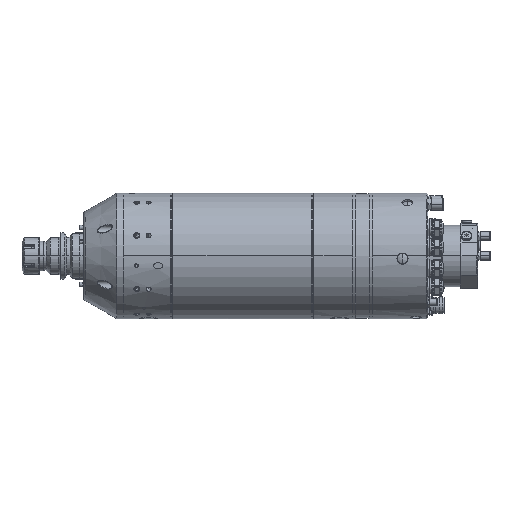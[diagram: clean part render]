
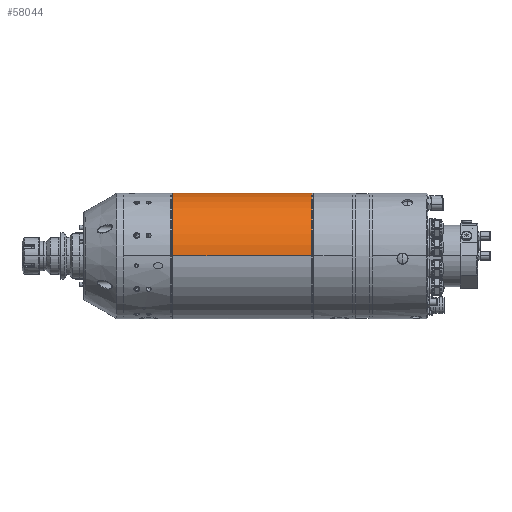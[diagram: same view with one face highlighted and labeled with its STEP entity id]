
A CAD part, top view. The second image highlights one B-rep face of the part: STEP entity #58044.
In plain terms, the highlighted cylindrical face has radius 85 mm (diameter 170 mm), a partial arc.
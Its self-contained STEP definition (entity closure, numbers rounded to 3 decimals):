
#5102 = CARTESIAN_POINT ( 'NONE',  ( 369., 0., 0. ) ) ;
#5103 = DIRECTION ( 'NONE',  ( 1., 0., 0. ) ) ;
#5111 = DIRECTION ( 'NONE',  ( 0., 0., -1. ) ) ;
#12842 = EDGE_CURVE ( 'NONE', #51141, #51142, #39142, .T. ) ;
#13146 = EDGE_CURVE ( 'NONE', #51141, #51145, #39594, .T. ) ;
#13195 = EDGE_CURVE ( 'NONE', #51145, #51340, #39672, .T. ) ;
#13308 = EDGE_CURVE ( 'NONE', #51142, #51340, #39829, .T. ) ;
#14746 = EDGE_LOOP ( 'NONE', ( #15422, #16181, #15424, #16183 ) ) ;
#15422 = ORIENTED_EDGE ( 'NONE', *, *, #12842, .F. ) ;
#15424 = ORIENTED_EDGE ( 'NONE', *, *, #13195, .T. ) ;
#16181 = ORIENTED_EDGE ( 'NONE', *, *, #13146, .T. ) ;
#16183 = ORIENTED_EDGE ( 'NONE', *, *, #13308, .F. ) ;
#25177 = CARTESIAN_POINT ( 'NONE',  ( 313.8, 0., -85. ) ) ;
#25430 = CARTESIAN_POINT ( 'NONE',  ( 313.8, 0., 85. ) ) ;
#25434 = CARTESIAN_POINT ( 'NONE',  ( 125.8, 0., -85. ) ) ;
#25435 = CARTESIAN_POINT ( 'NONE',  ( 125.8, 0., 85. ) ) ;
#34049 = FACE_OUTER_BOUND ( 'NONE', #14746, .T. ) ;
#34053 = CYLINDRICAL_SURFACE ( 'NONE', #37470, 85. ) ;
#36117 = AXIS2_PLACEMENT_3D ( 'NONE', #47867, #47866, #47863 ) ;
#36441 = AXIS2_PLACEMENT_3D ( 'NONE', #44048, #44046, #44042 ) ;
#37470 = AXIS2_PLACEMENT_3D ( 'NONE', #5102, #5103, #5111 ) ;
#39142 = CIRCLE ( 'NONE', #36117, 85. ) ;
#39592 = VECTOR ( 'NONE', #45204, 1000. ) ;
#39594 = LINE ( 'NONE', #45208, #39592 ) ;
#39672 = CIRCLE ( 'NONE', #36441, 85. ) ;
#39829 = LINE ( 'NONE', #42278, #39831 ) ;
#39831 = VECTOR ( 'NONE', #42273, 1000. ) ;
#42273 = DIRECTION ( 'NONE',  ( 1., 0., 0. ) ) ;
#42278 = CARTESIAN_POINT ( 'NONE',  ( 369., 0., -85. ) ) ;
#44042 = DIRECTION ( 'NONE',  ( 0., 0., 1. ) ) ;
#44046 = DIRECTION ( 'NONE',  ( -1., 0., 0. ) ) ;
#44048 = CARTESIAN_POINT ( 'NONE',  ( 313.8, 0., 0. ) ) ;
#45204 = DIRECTION ( 'NONE',  ( 1., 0., 0. ) ) ;
#45208 = CARTESIAN_POINT ( 'NONE',  ( 369., 0., 85. ) ) ;
#47863 = DIRECTION ( 'NONE',  ( 0., 0., 1. ) ) ;
#47866 = DIRECTION ( 'NONE',  ( -1., 0., 0. ) ) ;
#47867 = CARTESIAN_POINT ( 'NONE',  ( 125.8, 0., 0. ) ) ;
#51141 = VERTEX_POINT ( 'NONE', #25435 ) ;
#51142 = VERTEX_POINT ( 'NONE', #25434 ) ;
#51145 = VERTEX_POINT ( 'NONE', #25430 ) ;
#51340 = VERTEX_POINT ( 'NONE', #25177 ) ;
#58044 = ADVANCED_FACE ( 'NONE', ( #34049 ), #34053, .T. ) ;
